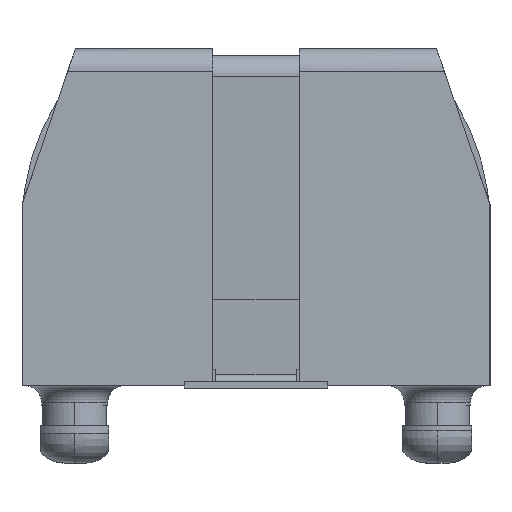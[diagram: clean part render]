
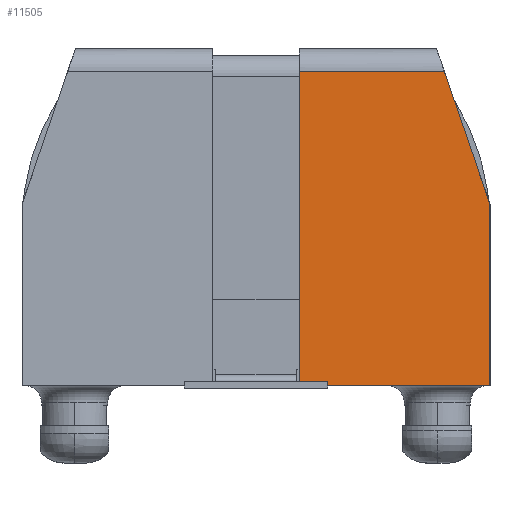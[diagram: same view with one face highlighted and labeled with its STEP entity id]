
A CAD part, left-side view. The second image highlights one B-rep face of the part: STEP entity #11505.
In plain terms, the highlighted planar face has unit normal (-1, 0, 0.018).
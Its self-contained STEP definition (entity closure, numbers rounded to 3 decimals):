
#2626 = VERTEX_POINT('',#2627);
#2627 = CARTESIAN_POINT('',(-38.552,-10.325,
    0.149));
#2633 = EDGE_CURVE('',#2626,#2634,#2636,.T.);
#2634 = VERTEX_POINT('',#2635);
#2635 = CARTESIAN_POINT('',(-38.552,-1.905,
    0.149));
#2636 = LINE('',#2637,#2638);
#2637 = CARTESIAN_POINT('',(-38.552,7.964,
    0.149));
#2638 = VECTOR('',#2639,1.);
#2639 = DIRECTION('',(0.,1.,0.));
#11332 = VERTEX_POINT('',#11333);
#11333 = CARTESIAN_POINT('',(-38.412,-10.325,
    8.15));
#11341 = EDGE_CURVE('',#11332,#2626,#11342,.T.);
#11342 = LINE('',#11343,#11344);
#11343 = CARTESIAN_POINT('',(-38.293,-10.325,
    15.008));
#11344 = VECTOR('',#11345,1.);
#11345 = DIRECTION('',(-0.017,0.,
    -1.));
#11505 = ADVANCED_FACE('',(#11506),#11532,.F.);
#11506 = FACE_BOUND('',#11507,.T.);
#11507 = EDGE_LOOP('',(#11508,#11516,#11524,#11530,#11531));
#11508 = ORIENTED_EDGE('',*,*,#11509,.F.);
#11509 = EDGE_CURVE('',#11510,#11332,#11512,.T.);
#11510 = VERTEX_POINT('',#11511);
#11511 = CARTESIAN_POINT('',(-38.31,-8.307,
    14.01));
#11512 = LINE('',#11513,#11514);
#11513 = CARTESIAN_POINT('',(-38.412,-10.326,
    8.147));
#11514 = VECTOR('',#11515,1.);
#11515 = DIRECTION('',(-0.017,-0.326,
    -0.945));
#11516 = ORIENTED_EDGE('',*,*,#11517,.T.);
#11517 = EDGE_CURVE('',#11510,#11518,#11520,.T.);
#11518 = VERTEX_POINT('',#11519);
#11519 = CARTESIAN_POINT('',(-38.31,-1.905,
    14.01));
#11520 = LINE('',#11521,#11522);
#11521 = CARTESIAN_POINT('',(-38.31,7.964,
    14.01));
#11522 = VECTOR('',#11523,1.);
#11523 = DIRECTION('',(0.,1.,0.));
#11524 = ORIENTED_EDGE('',*,*,#11525,.F.);
#11525 = EDGE_CURVE('',#2634,#11518,#11526,.T.);
#11526 = LINE('',#11527,#11528);
#11527 = CARTESIAN_POINT('',(-38.293,-1.905,
    15.008));
#11528 = VECTOR('',#11529,1.);
#11529 = DIRECTION('',(0.017,0.,
    1.));
#11530 = ORIENTED_EDGE('',*,*,#2633,.F.);
#11531 = ORIENTED_EDGE('',*,*,#11341,.F.);
#11532 = PLANE('',#11533);
#11533 = AXIS2_PLACEMENT_3D('',#11534,#11535,#11536);
#11534 = CARTESIAN_POINT('',(-38.293,7.964,
    15.008));
#11535 = DIRECTION('',(1.,0.,
    -0.017));
#11536 = DIRECTION('',(-0.017,0.,
    -1.));
